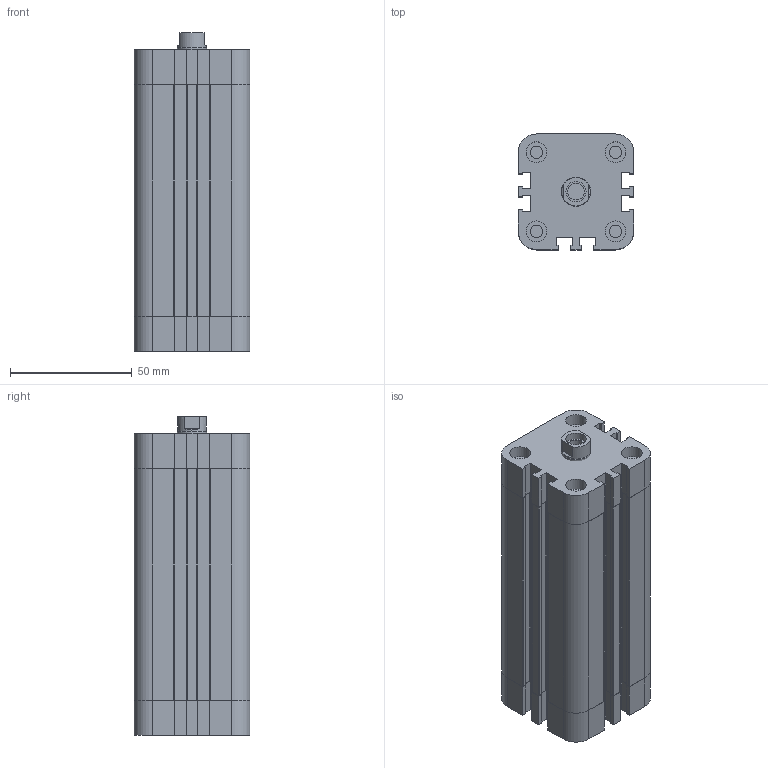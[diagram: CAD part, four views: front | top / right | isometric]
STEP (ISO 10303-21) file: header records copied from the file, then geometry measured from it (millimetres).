
FILE_DESCRIPTION((''),'2;1');
FILE_NAME('155#_32_0080_01_#-01.iam.stp','2011-03-29T08:23:55',(''),(''),'Autodesk Inventor 2011','Autodesk Inventor 2011','');
FILE_SCHEMA(('AUTOMOTIVE_DESIGN { 1 0 10303 214 1 1 1 1 }'));
Length unit declared in the file: millimetre
Products named in the file (5): 155#_32_0080_01_#-01; 1532_502; 1540_503_32_0080; 1540_504_32_0080; 1532_501
Assembly tree (4 placements, depth 2):
  155#_32_0080_01_#-01
    1532_502
    1540_503_32_0080
    1540_504_32_0080
    1532_501
Bounding box: 47.5 x 47.5 x 131 mm (x, y, z)
Volume: 190833.6 mm3; surface area: 61229.2 mm2
Topology: 4 solids, 4 shells, 281 faces, 768 edges, 511 vertices
Faces by surface type: plane 192, cylinder 88, cone 1
Full cylindrical faces by diameter (mm): 4.5 x2, 5.1 x8, 6.8 x1, 8.3 x1, 8.5 x8, 8.7 x2, 9 x1, 10 x1, 11.8 x1, 12 x1, 32 x2
Entity records: 9050 total; most frequent: CARTESIAN_POINT 1536, DIRECTION 1502, ORIENTED_EDGE 1474, EDGE_CURVE 737, VECTOR 552, LINE 552, VERTEX_POINT 509, AXIS2_PLACEMENT_3D 475
